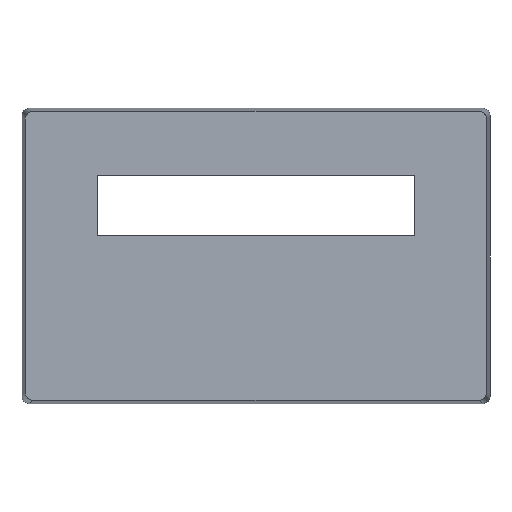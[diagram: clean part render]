
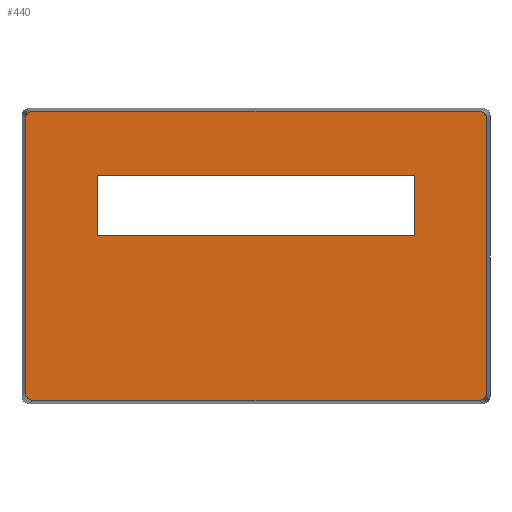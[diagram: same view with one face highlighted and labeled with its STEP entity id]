
A CAD part, top view. The second image highlights one B-rep face of the part: STEP entity #440.
In plain terms, the highlighted face is planar.
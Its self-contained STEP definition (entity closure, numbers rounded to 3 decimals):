
#32 = VERTEX_POINT('',#33);
#33 = CARTESIAN_POINT('',(-92.173,-54.675,38.));
#44 = EDGE_CURVE('',#45,#32,#47,.T.);
#45 = VERTEX_POINT('',#46);
#46 = CARTESIAN_POINT('',(-92.173,54.675,38.));
#47 = LINE('',#48,#49);
#48 = CARTESIAN_POINT('',(-92.173,59.,38.));
#49 = VECTOR('',#50,1.);
#50 = DIRECTION('',(0.,-1.,0.));
#310 = VERTEX_POINT('',#311);
#311 = CARTESIAN_POINT('',(-89.175,57.673,38.));
#322 = EDGE_CURVE('',#45,#310,#323,.T.);
#323 = B_SPLINE_CURVE_WITH_KNOTS('',6,(#324,#325,#326,#327,#328,#329,
    #330,#331,#332,#333,#334,#335,#336,#337,#338,#339,#340,#341,#342,
    #343,#344,#345),.UNSPECIFIED.,.F.,.F.,(7,5,5,5,7),(0.,0.25
    ,0.5,0.749,1.),.UNSPECIFIED.);
#324 = CARTESIAN_POINT('',(-92.173,54.675,38.));
#325 = CARTESIAN_POINT('',(-92.173,54.852,38.));
#326 = CARTESIAN_POINT('',(-92.16,55.034,38.));
#327 = CARTESIAN_POINT('',(-92.134,55.22,38.));
#328 = CARTESIAN_POINT('',(-92.092,55.408,38.));
#329 = CARTESIAN_POINT('',(-92.035,55.596,38.));
#330 = CARTESIAN_POINT('',(-91.889,55.965,38.));
#331 = CARTESIAN_POINT('',(-91.8,56.146,38.));
#332 = CARTESIAN_POINT('',(-91.695,56.322,38.));
#333 = CARTESIAN_POINT('',(-91.575,56.491,38.));
#334 = CARTESIAN_POINT('',(-91.441,56.649,38.));
#335 = CARTESIAN_POINT('',(-91.149,56.941,38.));
#336 = CARTESIAN_POINT('',(-90.992,57.074,38.));
#337 = CARTESIAN_POINT('',(-90.824,57.194,38.));
#338 = CARTESIAN_POINT('',(-90.648,57.299,38.));
#339 = CARTESIAN_POINT('',(-90.467,57.388,38.));
#340 = CARTESIAN_POINT('',(-90.098,57.534,38.));
#341 = CARTESIAN_POINT('',(-89.91,57.592,38.));
#342 = CARTESIAN_POINT('',(-89.722,57.634,38.));
#343 = CARTESIAN_POINT('',(-89.535,57.66,38.));
#344 = CARTESIAN_POINT('',(-89.352,57.673,38.));
#345 = CARTESIAN_POINT('',(-89.175,57.673,38.));
#378 = VERTEX_POINT('',#379);
#379 = CARTESIAN_POINT('',(-89.175,-57.673,38.));
#390 = EDGE_CURVE('',#32,#378,#391,.T.);
#391 = B_SPLINE_CURVE_WITH_KNOTS('',6,(#392,#393,#394,#395,#396,#397,
    #398,#399,#400,#401,#402,#403,#404,#405,#406,#407,#408,#409,#410,
    #411,#412,#413),.UNSPECIFIED.,.F.,.F.,(7,5,5,5,7),(0.,0.25,
    0.5,0.749,1.),.UNSPECIFIED.);
#392 = CARTESIAN_POINT('',(-92.173,-54.675,38.));
#393 = CARTESIAN_POINT('',(-92.173,-54.852,38.));
#394 = CARTESIAN_POINT('',(-92.16,-55.034,38.));
#395 = CARTESIAN_POINT('',(-92.134,-55.22,38.));
#396 = CARTESIAN_POINT('',(-92.092,-55.408,38.));
#397 = CARTESIAN_POINT('',(-92.035,-55.596,38.));
#398 = CARTESIAN_POINT('',(-91.889,-55.965,38.));
#399 = CARTESIAN_POINT('',(-91.8,-56.146,38.));
#400 = CARTESIAN_POINT('',(-91.695,-56.322,38.));
#401 = CARTESIAN_POINT('',(-91.575,-56.491,38.));
#402 = CARTESIAN_POINT('',(-91.441,-56.649,38.));
#403 = CARTESIAN_POINT('',(-91.149,-56.941,38.));
#404 = CARTESIAN_POINT('',(-90.992,-57.074,38.));
#405 = CARTESIAN_POINT('',(-90.824,-57.194,38.));
#406 = CARTESIAN_POINT('',(-90.648,-57.299,38.));
#407 = CARTESIAN_POINT('',(-90.467,-57.388,38.));
#408 = CARTESIAN_POINT('',(-90.098,-57.534,38.));
#409 = CARTESIAN_POINT('',(-89.91,-57.592,38.));
#410 = CARTESIAN_POINT('',(-89.722,-57.634,38.));
#411 = CARTESIAN_POINT('',(-89.535,-57.66,38.));
#412 = CARTESIAN_POINT('',(-89.352,-57.673,38.));
#413 = CARTESIAN_POINT('',(-89.175,-57.673,38.));
#440 = ADVANCED_FACE('',(#441,#522),#556,.T.);
#441 = FACE_BOUND('',#442,.T.);
#442 = EDGE_LOOP('',(#443,#444,#445,#453,#480,#488,#515,#521));
#443 = ORIENTED_EDGE('',*,*,#44,.F.);
#444 = ORIENTED_EDGE('',*,*,#322,.T.);
#445 = ORIENTED_EDGE('',*,*,#446,.F.);
#446 = EDGE_CURVE('',#447,#310,#449,.T.);
#447 = VERTEX_POINT('',#448);
#448 = CARTESIAN_POINT('',(89.175,57.673,38.));
#449 = LINE('',#450,#451);
#450 = CARTESIAN_POINT('',(93.5,57.673,38.));
#451 = VECTOR('',#452,1.);
#452 = DIRECTION('',(-1.,0.,0.));
#453 = ORIENTED_EDGE('',*,*,#454,.T.);
#454 = EDGE_CURVE('',#447,#455,#457,.T.);
#455 = VERTEX_POINT('',#456);
#456 = CARTESIAN_POINT('',(92.173,54.675,38.));
#457 = B_SPLINE_CURVE_WITH_KNOTS('',6,(#458,#459,#460,#461,#462,#463,
    #464,#465,#466,#467,#468,#469,#470,#471,#472,#473,#474,#475,#476,
    #477,#478,#479),.UNSPECIFIED.,.F.,.F.,(7,5,5,5,7),(0.,0.25
    ,0.5,0.749,1.),.UNSPECIFIED.);
#458 = CARTESIAN_POINT('',(89.175,57.673,38.));
#459 = CARTESIAN_POINT('',(89.352,57.673,38.));
#460 = CARTESIAN_POINT('',(89.534,57.66,38.));
#461 = CARTESIAN_POINT('',(89.72,57.634,38.));
#462 = CARTESIAN_POINT('',(89.908,57.592,38.));
#463 = CARTESIAN_POINT('',(90.096,57.535,38.));
#464 = CARTESIAN_POINT('',(90.465,57.389,38.));
#465 = CARTESIAN_POINT('',(90.646,57.3,38.));
#466 = CARTESIAN_POINT('',(90.822,57.195,38.));
#467 = CARTESIAN_POINT('',(90.991,57.075,38.));
#468 = CARTESIAN_POINT('',(91.149,56.941,38.));
#469 = CARTESIAN_POINT('',(91.441,56.649,38.));
#470 = CARTESIAN_POINT('',(91.574,56.492,38.));
#471 = CARTESIAN_POINT('',(91.694,56.324,38.));
#472 = CARTESIAN_POINT('',(91.799,56.148,38.));
#473 = CARTESIAN_POINT('',(91.888,55.967,38.));
#474 = CARTESIAN_POINT('',(92.034,55.598,38.));
#475 = CARTESIAN_POINT('',(92.092,55.41,38.));
#476 = CARTESIAN_POINT('',(92.134,55.222,38.));
#477 = CARTESIAN_POINT('',(92.16,55.035,38.));
#478 = CARTESIAN_POINT('',(92.173,54.852,38.));
#479 = CARTESIAN_POINT('',(92.173,54.675,38.));
#480 = ORIENTED_EDGE('',*,*,#481,.F.);
#481 = EDGE_CURVE('',#482,#455,#484,.T.);
#482 = VERTEX_POINT('',#483);
#483 = CARTESIAN_POINT('',(92.173,-54.675,38.));
#484 = LINE('',#485,#486);
#485 = CARTESIAN_POINT('',(92.173,-59.,38.));
#486 = VECTOR('',#487,1.);
#487 = DIRECTION('',(0.,1.,0.));
#488 = ORIENTED_EDGE('',*,*,#489,.F.);
#489 = EDGE_CURVE('',#490,#482,#492,.T.);
#490 = VERTEX_POINT('',#491);
#491 = CARTESIAN_POINT('',(89.175,-57.673,38.));
#492 = B_SPLINE_CURVE_WITH_KNOTS('',6,(#493,#494,#495,#496,#497,#498,
    #499,#500,#501,#502,#503,#504,#505,#506,#507,#508,#509,#510,#511,
    #512,#513,#514),.UNSPECIFIED.,.F.,.F.,(7,5,5,5,7),(0.,0.25
    ,0.5,0.749,1.),.UNSPECIFIED.);
#493 = CARTESIAN_POINT('',(89.175,-57.673,38.));
#494 = CARTESIAN_POINT('',(89.352,-57.673,38.));
#495 = CARTESIAN_POINT('',(89.534,-57.66,38.));
#496 = CARTESIAN_POINT('',(89.72,-57.634,38.));
#497 = CARTESIAN_POINT('',(89.908,-57.592,38.));
#498 = CARTESIAN_POINT('',(90.096,-57.535,38.));
#499 = CARTESIAN_POINT('',(90.465,-57.389,38.));
#500 = CARTESIAN_POINT('',(90.646,-57.3,38.));
#501 = CARTESIAN_POINT('',(90.822,-57.195,38.));
#502 = CARTESIAN_POINT('',(90.991,-57.075,38.));
#503 = CARTESIAN_POINT('',(91.149,-56.941,38.));
#504 = CARTESIAN_POINT('',(91.441,-56.649,38.));
#505 = CARTESIAN_POINT('',(91.574,-56.492,38.));
#506 = CARTESIAN_POINT('',(91.694,-56.324,38.));
#507 = CARTESIAN_POINT('',(91.799,-56.148,38.));
#508 = CARTESIAN_POINT('',(91.888,-55.967,38.));
#509 = CARTESIAN_POINT('',(92.034,-55.598,38.));
#510 = CARTESIAN_POINT('',(92.092,-55.41,38.));
#511 = CARTESIAN_POINT('',(92.134,-55.222,38.));
#512 = CARTESIAN_POINT('',(92.16,-55.035,38.));
#513 = CARTESIAN_POINT('',(92.173,-54.852,38.));
#514 = CARTESIAN_POINT('',(92.173,-54.675,38.));
#515 = ORIENTED_EDGE('',*,*,#516,.F.);
#516 = EDGE_CURVE('',#378,#490,#517,.T.);
#517 = LINE('',#518,#519);
#518 = CARTESIAN_POINT('',(-93.5,-57.673,38.));
#519 = VECTOR('',#520,1.);
#520 = DIRECTION('',(1.,0.,0.));
#521 = ORIENTED_EDGE('',*,*,#390,.F.);
#522 = FACE_BOUND('',#523,.T.);
#523 = EDGE_LOOP('',(#524,#534,#542,#550));
#524 = ORIENTED_EDGE('',*,*,#525,.T.);
#525 = EDGE_CURVE('',#526,#528,#530,.T.);
#526 = VERTEX_POINT('',#527);
#527 = CARTESIAN_POINT('',(63.5,32.,38.));
#528 = VERTEX_POINT('',#529);
#529 = CARTESIAN_POINT('',(-63.5,32.,38.));
#530 = LINE('',#531,#532);
#531 = CARTESIAN_POINT('',(63.5,32.,38.));
#532 = VECTOR('',#533,1.);
#533 = DIRECTION('',(-1.,0.,0.));
#534 = ORIENTED_EDGE('',*,*,#535,.T.);
#535 = EDGE_CURVE('',#528,#536,#538,.T.);
#536 = VERTEX_POINT('',#537);
#537 = CARTESIAN_POINT('',(-63.5,8.,38.));
#538 = LINE('',#539,#540);
#539 = CARTESIAN_POINT('',(-63.5,32.,38.));
#540 = VECTOR('',#541,1.);
#541 = DIRECTION('',(0.,-1.,0.));
#542 = ORIENTED_EDGE('',*,*,#543,.T.);
#543 = EDGE_CURVE('',#536,#544,#546,.T.);
#544 = VERTEX_POINT('',#545);
#545 = CARTESIAN_POINT('',(63.5,8.,38.));
#546 = LINE('',#547,#548);
#547 = CARTESIAN_POINT('',(-63.5,8.,38.));
#548 = VECTOR('',#549,1.);
#549 = DIRECTION('',(1.,0.,0.));
#550 = ORIENTED_EDGE('',*,*,#551,.T.);
#551 = EDGE_CURVE('',#544,#526,#552,.T.);
#552 = LINE('',#553,#554);
#553 = CARTESIAN_POINT('',(63.5,8.,38.));
#554 = VECTOR('',#555,1.);
#555 = DIRECTION('',(0.,1.,0.));
#556 = PLANE('',#557);
#557 = AXIS2_PLACEMENT_3D('',#558,#559,#560);
#558 = CARTESIAN_POINT('',(-92.173,57.673,38.));
#559 = DIRECTION('',(0.,0.,-1.));
#560 = DIRECTION('',(0.848,-0.53,0.));
